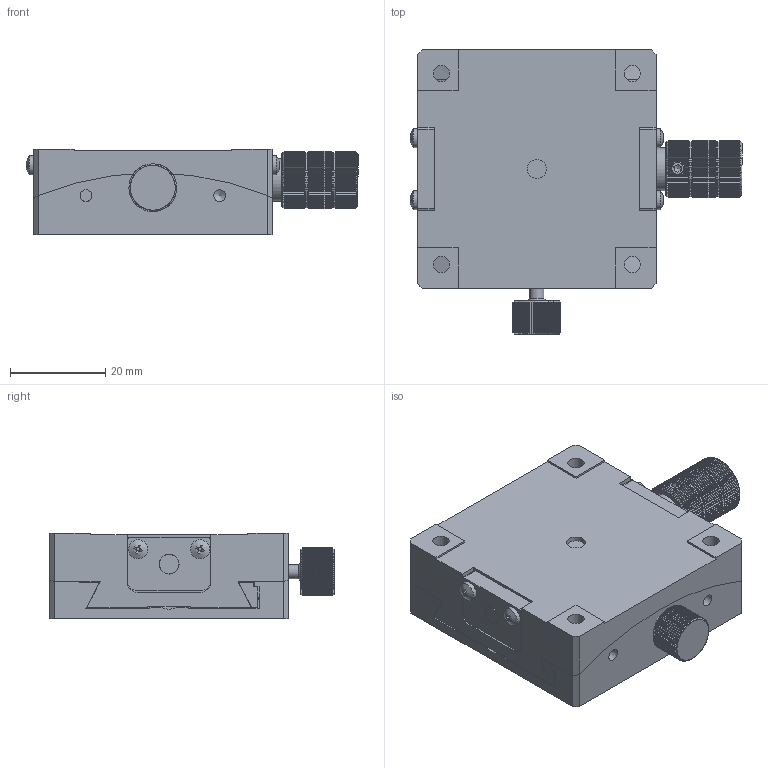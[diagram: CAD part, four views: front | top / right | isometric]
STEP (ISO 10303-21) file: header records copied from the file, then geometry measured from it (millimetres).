
FILE_DESCRIPTION (( 'STEP AP203' ), '1' );
FILE_NAME ('528948.STEP', '2024-11-12T09:54:08', ( 'Windows User' ), ( 'P R C' ), 'SwSTEP 2.0', 'SolidWorks 2020', '' );
FILE_SCHEMA (( 'CONFIG_CONTROL_DESIGN' ));
Products named in the file (1): 528948
Bounding box: 69.58 x 59.61 x 18 mm (x, y, z)
Volume: 42699 mm3; surface area: 24541.7 mm2
Topology: 15 solids, 15 shells, 1846 faces, 4789 edges, 3005 vertices
Faces by surface type: plane 963, cylinder 544, cone 301, bspline 38
Full cylindrical faces by diameter (mm): 1.6 x4, 2 x4, 2.5 x14, 3 x2, 3.4 x4, 4 x11, 4.2 x2, 5.5 x4, 6 x6, 7.5 x6, 9 x5, 10 x1, 10.8 x2
Entity records: 62911 total; most frequent: CARTESIAN_POINT 18913, ORIENTED_EDGE 9314, DIRECTION 8958, EDGE_CURVE 4657, AXIS2_PLACEMENT_3D 3267, VERTEX_POINT 2968, VECTOR 2424, LINE 2424
